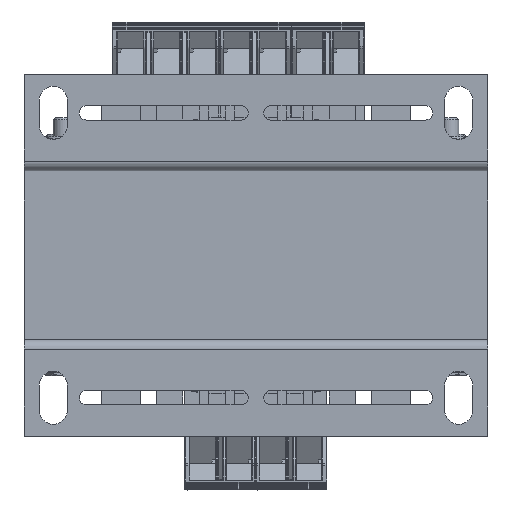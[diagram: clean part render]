
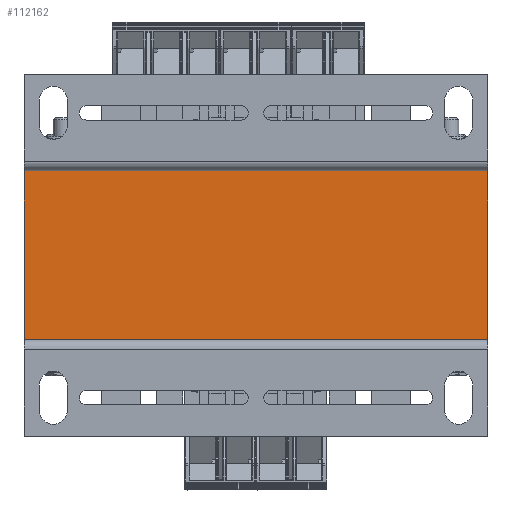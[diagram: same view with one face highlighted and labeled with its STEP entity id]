
A CAD part, top view. The second image highlights one B-rep face of the part: STEP entity #112162.
In plain terms, the highlighted planar face has unit normal (0, 0, 1).
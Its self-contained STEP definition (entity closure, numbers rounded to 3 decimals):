
#6851=PLANE('',#118218);
#11482=FACE_OUTER_BOUND('',#17203,.T.);
#17203=EDGE_LOOP('',(#79330,#79331,#79332,#79333));
#23186=LINE('',#154578,#37174);
#23187=LINE('',#154580,#37175);
#23188=LINE('',#154582,#37176);
#23189=LINE('',#154583,#37177);
#37174=VECTOR('',#125709,1.);
#37175=VECTOR('',#125710,1.);
#37176=VECTOR('',#125711,1.);
#37177=VECTOR('',#125712,1.);
#52801=VERTEX_POINT('',#154576);
#52802=VERTEX_POINT('',#154577);
#52803=VERTEX_POINT('',#154579);
#52804=VERTEX_POINT('',#154581);
#63267=EDGE_CURVE('',#52801,#52802,#23186,.T.);
#63268=EDGE_CURVE('',#52803,#52802,#23187,.T.);
#63269=EDGE_CURVE('',#52803,#52804,#23188,.T.);
#63270=EDGE_CURVE('',#52804,#52801,#23189,.T.);
#79330=ORIENTED_EDGE('',*,*,#63267,.T.);
#79331=ORIENTED_EDGE('',*,*,#63268,.F.);
#79332=ORIENTED_EDGE('',*,*,#63269,.T.);
#79333=ORIENTED_EDGE('',*,*,#63270,.T.);
#112162=ADVANCED_FACE('',(#11482),#6851,.T.);
#118218=AXIS2_PLACEMENT_3D('',#154575,#125707,#125708);
#125707=DIRECTION('center_axis',(0.,0.,1.));
#125708=DIRECTION('ref_axis',(0.,-1.,0.));
#125709=DIRECTION('',(1.,0.,0.));
#125710=DIRECTION('',(0.,-1.,0.));
#125711=DIRECTION('',(-1.,0.,0.));
#125712=DIRECTION('',(0.,-1.,0.));
#154575=CARTESIAN_POINT('Origin',(640.211,1511.157,57.5));
#154576=CARTESIAN_POINT('',(640.211,1476.157,57.5));
#154577=CARTESIAN_POINT('',(736.211,1476.157,57.5));
#154578=CARTESIAN_POINT('',(736.211,1476.157,57.5));
#154579=CARTESIAN_POINT('',(736.211,1511.157,57.5));
#154580=CARTESIAN_POINT('',(736.211,1511.157,57.5));
#154581=CARTESIAN_POINT('',(640.211,1511.157,57.5));
#154582=CARTESIAN_POINT('',(736.211,1511.157,57.5));
#154583=CARTESIAN_POINT('',(640.211,1511.157,57.5));
